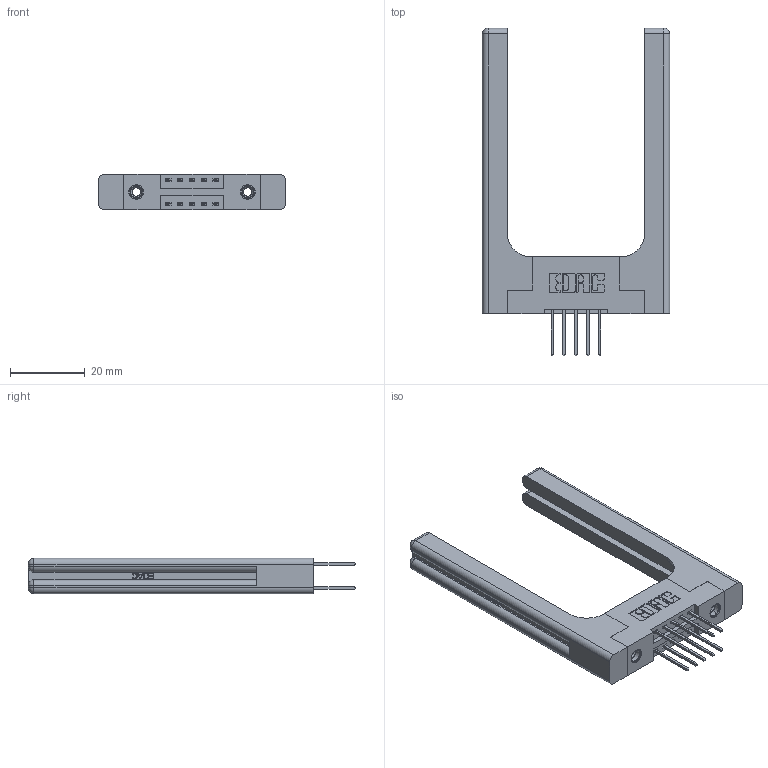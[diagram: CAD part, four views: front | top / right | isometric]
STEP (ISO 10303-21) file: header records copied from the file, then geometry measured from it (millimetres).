
FILE_DESCRIPTION (( 'STEP AP203' ), '1' );
FILE_NAME ('396-010-522-258.STEP', '2019-10-29T18:47:22', ( '' ), ( '' ), 'SwSTEP 2.0', 'SolidWorks 2016', '' );
FILE_SCHEMA (( 'CONFIG_CONTROL_DESIGN' ));
Length unit declared in the file: inch
Products named in the file (5): 345-292-001_345-293-122; 396-010-522-258; 345-250-001_345-250-001-102; 346 Part_Flush Mounting Lugs - 0.156 Dia-TH; 346-220-058_345-220-058
Assembly tree (15 placements, depth 2):
  396-010-522-258
    346 Part_Flush Mounting Lugs - 0.156 Dia-TH
    345-292-001_345-293-122  x10
    345-250-001_345-250-001-102  x2
    346-220-058_345-220-058  x2
Bounding box: 49.94 x 87.38 x 9.4 mm (x, y, z)
Volume: 12101.9 mm3; surface area: 10843.6 mm2
Topology: 15 solids, 15 shells, 898 faces, 2545 edges, 1662 vertices
Faces by surface type: plane 574, cylinder 264, bspline 36, cone 12, sphere 8, torus 4
Entity records: 13444 total; most frequent: CARTESIAN_POINT 3273, ORIENTED_EDGE 2004, DIRECTION 1870, EDGE_CURVE 1002, LINE 758, VECTOR 758, VERTEX_POINT 658, AXIS2_PLACEMENT_3D 556
